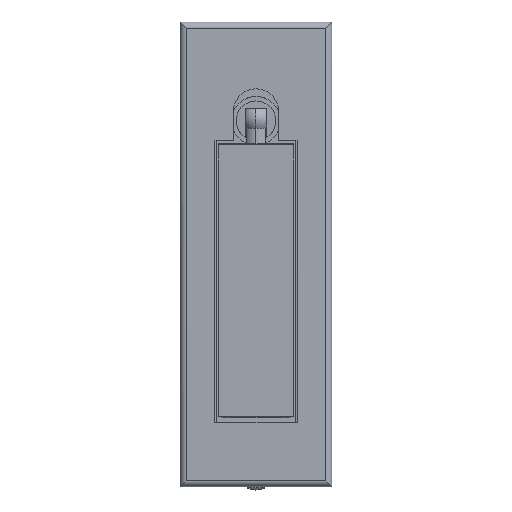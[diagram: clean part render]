
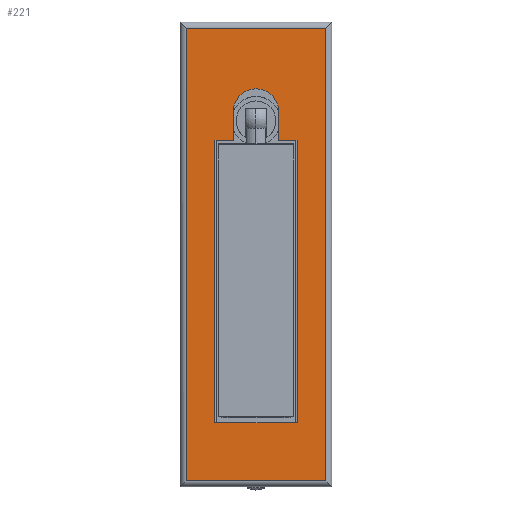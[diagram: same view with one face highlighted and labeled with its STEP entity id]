
A CAD part, top view. The second image highlights one B-rep face of the part: STEP entity #221.
In plain terms, the highlighted planar face has unit normal (0, 0, 1).
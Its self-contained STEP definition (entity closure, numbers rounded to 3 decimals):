
#87 = DIRECTION ( 'NONE',  ( 0., -1., 0. ) ) ;
#106 = CARTESIAN_POINT ( 'NONE',  ( 7.5, 39.5, 7.5 ) ) ;
#221 = ADVANCED_FACE ( 'NONE', ( #3524, #571 ), #5389, .T. ) ;
#271 = ORIENTED_EDGE ( 'NONE', *, *, #6266, .F. ) ;
#423 = ORIENTED_EDGE ( 'NONE', *, *, #6606, .T. ) ;
#425 = VECTOR ( 'NONE', #6035, 1000. ) ;
#432 = CARTESIAN_POINT ( 'NONE',  ( -13.5, 39.5, 7.5 ) ) ;
#457 = DIRECTION ( 'NONE',  ( 1., 0., 0. ) ) ;
#517 = DIRECTION ( 'NONE',  ( -1., 0., 0. ) ) ;
#560 = CARTESIAN_POINT ( 'NONE',  ( -23., -72.5, 7.5 ) ) ;
#571 = FACE_OUTER_BOUND ( 'NONE', #2806, .T. ) ;
#652 = LINE ( 'NONE', #3743, #6928 ) ;
#727 = CARTESIAN_POINT ( 'NONE',  ( 7.5, 49., 7.5 ) ) ;
#779 = CARTESIAN_POINT ( 'NONE',  ( -13.5, 39.5, 7.5 ) ) ;
#1008 = ORIENTED_EDGE ( 'NONE', *, *, #3838, .F. ) ;
#1049 = CARTESIAN_POINT ( 'NONE',  ( -13.5, 39.5, 7.5 ) ) ;
#1491 = CIRCLE ( 'NONE', #6128, 7.5 ) ;
#1815 = LINE ( 'NONE', #6619, #3863 ) ;
#1901 = CARTESIAN_POINT ( 'NONE',  ( -23., 76.5, 7.5 ) ) ;
#1906 = LINE ( 'NONE', #6299, #5741 ) ;
#1926 = VERTEX_POINT ( 'NONE', #3789 ) ;
#1995 = DIRECTION ( 'NONE',  ( 0., 1., 0. ) ) ;
#2035 = DIRECTION ( 'NONE',  ( 0., 1., 0. ) ) ;
#2060 = CARTESIAN_POINT ( 'NONE',  ( 13.5, 39.5, 7.5 ) ) ;
#2247 = CARTESIAN_POINT ( 'NONE',  ( -13.5, -53.5, 7.5 ) ) ;
#2259 = CARTESIAN_POINT ( 'NONE',  ( -7.5, 49., 7.5 ) ) ;
#2320 = ORIENTED_EDGE ( 'NONE', *, *, #3961, .F. ) ;
#2416 = ORIENTED_EDGE ( 'NONE', *, *, #4165, .F. ) ;
#2593 = CARTESIAN_POINT ( 'NONE',  ( 13.5, 39.5, 7.5 ) ) ;
#2607 = CARTESIAN_POINT ( 'NONE',  ( 23., 78.5, 7.5 ) ) ;
#2634 = LINE ( 'NONE', #2593, #6124 ) ;
#2668 = EDGE_CURVE ( 'NONE', #7584, #3310, #2634, .T. ) ;
#2692 = ORIENTED_EDGE ( 'NONE', *, *, #5883, .T. ) ;
#2776 = DIRECTION ( 'NONE',  ( 1., 0., 0. ) ) ;
#2806 = EDGE_LOOP ( 'NONE', ( #2692, #423, #3261, #3847 ) ) ;
#2914 = CARTESIAN_POINT ( 'NONE',  ( 7.5, 49., 7.5 ) ) ;
#2936 = VERTEX_POINT ( 'NONE', #2914 ) ;
#2949 = EDGE_CURVE ( 'NONE', #3310, #7233, #4764, .T. ) ;
#3003 = CARTESIAN_POINT ( 'NONE',  ( 0., -51.5, 7.5 ) ) ;
#3033 = LINE ( 'NONE', #432, #4828 ) ;
#3206 = EDGE_CURVE ( 'NONE', #2936, #7130, #1491, .T. ) ;
#3225 = DIRECTION ( 'NONE',  ( 0., -1., 0. ) ) ;
#3261 = ORIENTED_EDGE ( 'NONE', *, *, #4228, .T. ) ;
#3271 = ORIENTED_EDGE ( 'NONE', *, *, #2949, .F. ) ;
#3273 = ORIENTED_EDGE ( 'NONE', *, *, #2668, .F. ) ;
#3304 = CARTESIAN_POINT ( 'NONE',  ( -7.5, 39.5, 7.5 ) ) ;
#3310 = VERTEX_POINT ( 'NONE', #2060 ) ;
#3418 = EDGE_LOOP ( 'NONE', ( #2416, #5130, #6732, #2320, #3271, #3273, #271, #1008 ) ) ;
#3524 = FACE_BOUND ( 'NONE', #3418, .T. ) ;
#3608 = DIRECTION ( 'NONE',  ( 0., 0., 1. ) ) ;
#3649 = EDGE_CURVE ( 'NONE', #7130, #4218, #6553, .T. ) ;
#3743 = CARTESIAN_POINT ( 'NONE',  ( -23., -74.5, 7.5 ) ) ;
#3789 = CARTESIAN_POINT ( 'NONE',  ( 23., -72.5, 7.5 ) ) ;
#3838 = EDGE_CURVE ( 'NONE', #4952, #5948, #6074, .T. ) ;
#3847 = ORIENTED_EDGE ( 'NONE', *, *, #7991, .T. ) ;
#3863 = VECTOR ( 'NONE', #7913, 1000. ) ;
#3961 = EDGE_CURVE ( 'NONE', #7233, #2936, #4410, .T. ) ;
#4135 = LINE ( 'NONE', #2247, #5411 ) ;
#4165 = EDGE_CURVE ( 'NONE', #4218, #4952, #3033, .T. ) ;
#4218 = VERTEX_POINT ( 'NONE', #6874 ) ;
#4228 = EDGE_CURVE ( 'NONE', #5048, #7217, #1906, .T. ) ;
#4318 = VECTOR ( 'NONE', #517, 1000. ) ;
#4364 = DIRECTION ( 'NONE',  ( -1., 0., 0. ) ) ;
#4410 = LINE ( 'NONE', #727, #7925 ) ;
#4764 = LINE ( 'NONE', #5500, #4318 ) ;
#4828 = VECTOR ( 'NONE', #5420, 1000. ) ;
#4916 = CARTESIAN_POINT ( 'NONE',  ( 13.5, -53.5, 7.5 ) ) ;
#4952 = VERTEX_POINT ( 'NONE', #779 ) ;
#5048 = VERTEX_POINT ( 'NONE', #5272 ) ;
#5130 = ORIENTED_EDGE ( 'NONE', *, *, #3649, .F. ) ;
#5272 = CARTESIAN_POINT ( 'NONE',  ( 23., 76.5, 7.5 ) ) ;
#5389 = PLANE ( 'NONE',  #6582 ) ;
#5411 = VECTOR ( 'NONE', #457, 1000. ) ;
#5420 = DIRECTION ( 'NONE',  ( -1., 0., 0. ) ) ;
#5432 = DIRECTION ( 'NONE',  ( -1., 0., 0. ) ) ;
#5489 = VERTEX_POINT ( 'NONE', #560 ) ;
#5500 = CARTESIAN_POINT ( 'NONE',  ( 7.5, 39.5, 7.5 ) ) ;
#5741 = VECTOR ( 'NONE', #4364, 1000. ) ;
#5883 = EDGE_CURVE ( 'NONE', #5489, #1926, #1815, .T. ) ;
#5948 = VERTEX_POINT ( 'NONE', #7960 ) ;
#6035 = DIRECTION ( 'NONE',  ( 0., -1., 0. ) ) ;
#6074 = LINE ( 'NONE', #1049, #425 ) ;
#6124 = VECTOR ( 'NONE', #1995, 1000. ) ;
#6128 = AXIS2_PLACEMENT_3D ( 'NONE', #7706, #7667, #2776 ) ;
#6266 = EDGE_CURVE ( 'NONE', #5948, #7584, #4135, .T. ) ;
#6299 = CARTESIAN_POINT ( 'NONE',  ( -25., 76.5, 7.5 ) ) ;
#6327 = DIRECTION ( 'NONE',  ( 0., 1., 0. ) ) ;
#6515 = VECTOR ( 'NONE', #3225, 1000. ) ;
#6553 = LINE ( 'NONE', #3304, #6515 ) ;
#6582 = AXIS2_PLACEMENT_3D ( 'NONE', #3003, #3608, #5432 ) ;
#6599 = VECTOR ( 'NONE', #6327, 1000. ) ;
#6606 = EDGE_CURVE ( 'NONE', #1926, #5048, #7541, .T. ) ;
#6619 = CARTESIAN_POINT ( 'NONE',  ( 25., -72.5, 7.5 ) ) ;
#6732 = ORIENTED_EDGE ( 'NONE', *, *, #3206, .F. ) ;
#6874 = CARTESIAN_POINT ( 'NONE',  ( -7.5, 39.5, 7.5 ) ) ;
#6928 = VECTOR ( 'NONE', #87, 1000. ) ;
#7130 = VERTEX_POINT ( 'NONE', #2259 ) ;
#7217 = VERTEX_POINT ( 'NONE', #1901 ) ;
#7233 = VERTEX_POINT ( 'NONE', #106 ) ;
#7541 = LINE ( 'NONE', #2607, #6599 ) ;
#7584 = VERTEX_POINT ( 'NONE', #4916 ) ;
#7667 = DIRECTION ( 'NONE',  ( 0., 0., 1. ) ) ;
#7706 = CARTESIAN_POINT ( 'NONE',  ( 0., 49., 7.5 ) ) ;
#7913 = DIRECTION ( 'NONE',  ( 1., 0., 0. ) ) ;
#7925 = VECTOR ( 'NONE', #2035, 1000. ) ;
#7960 = CARTESIAN_POINT ( 'NONE',  ( -13.5, -53.5, 7.5 ) ) ;
#7991 = EDGE_CURVE ( 'NONE', #7217, #5489, #652, .T. ) ;
